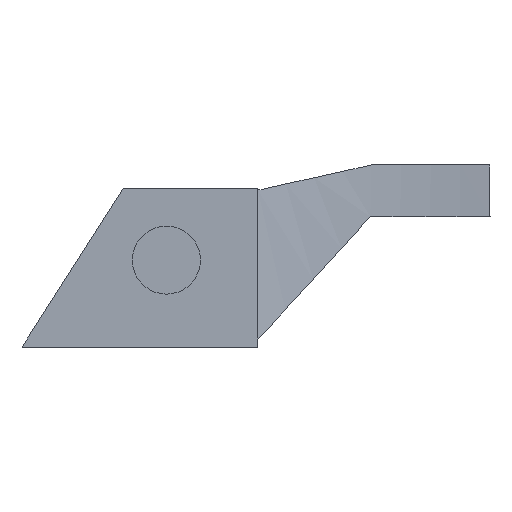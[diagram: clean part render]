
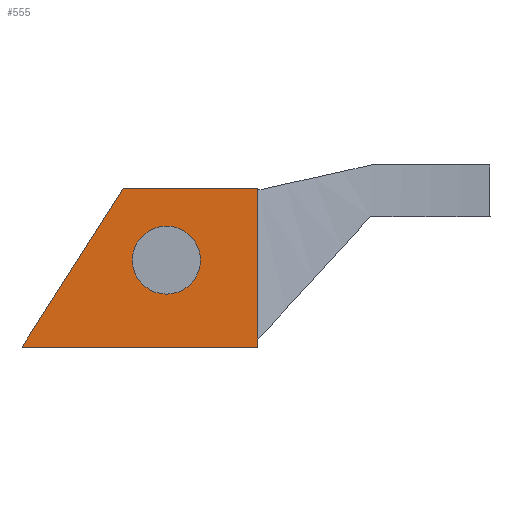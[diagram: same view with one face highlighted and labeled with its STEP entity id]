
A CAD part, left-side view. The second image highlights one B-rep face of the part: STEP entity #555.
In plain terms, the highlighted planar face has unit normal (-1, 0, 0).
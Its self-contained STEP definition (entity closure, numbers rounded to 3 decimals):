
#17=FACE_BOUND('',#121,.T.);
#24=CIRCLE('',#607,2.25);
#86=FACE_OUTER_BOUND('',#120,.T.);
#120=EDGE_LOOP('',(#449,#450,#451,#452));
#121=EDGE_LOOP('',(#453));
#164=LINE('',#944,#208);
#168=LINE('',#952,#212);
#169=LINE('',#954,#213);
#170=LINE('',#955,#214);
#208=VECTOR('',#759,10.);
#212=VECTOR('',#765,10.);
#213=VECTOR('',#766,10.);
#214=VECTOR('',#767,10.);
#265=VERTEX_POINT('',#908);
#270=VERTEX_POINT('',#942);
#271=VERTEX_POINT('',#943);
#274=VERTEX_POINT('',#951);
#275=VERTEX_POINT('',#953);
#321=EDGE_CURVE('',#265,#265,#24,.T.);
#338=EDGE_CURVE('',#270,#271,#164,.T.);
#342=EDGE_CURVE('',#274,#271,#168,.T.);
#343=EDGE_CURVE('',#275,#274,#169,.T.);
#344=EDGE_CURVE('',#270,#275,#170,.T.);
#449=ORIENTED_EDGE('',*,*,#342,.F.);
#450=ORIENTED_EDGE('',*,*,#343,.F.);
#451=ORIENTED_EDGE('',*,*,#344,.F.);
#452=ORIENTED_EDGE('',*,*,#338,.T.);
#453=ORIENTED_EDGE('',*,*,#321,.T.);
#523=PLANE('',#627);
#555=ADVANCED_FACE('',(#86,#17),#523,.F.);
#607=AXIS2_PLACEMENT_3D('',#910,#711,#712);
#627=AXIS2_PLACEMENT_3D('',#950,#763,#764);
#711=DIRECTION('center_axis',(1.,0.,0.));
#712=DIRECTION('ref_axis',(0.,1.,0.));
#759=DIRECTION('',(0.,-1.,0.));
#763=DIRECTION('center_axis',(1.,0.,0.));
#764=DIRECTION('ref_axis',(0.,0.,-1.));
#765=DIRECTION('',(0.,0.,-1.));
#766=DIRECTION('',(0.,-1.,0.));
#767=DIRECTION('',(0.,-0.539,0.843));
#908=CARTESIAN_POINT('',(-56.403,40.06,44.125));
#910=CARTESIAN_POINT('Origin',(-56.403,42.31,44.125));
#942=CARTESIAN_POINT('',(-56.403,51.866,38.375));
#943=CARTESIAN_POINT('',(-56.403,36.259,38.375));
#944=CARTESIAN_POINT('',(-56.403,43.031,38.375));
#950=CARTESIAN_POINT('Origin',(-56.403,42.,44.045));
#951=CARTESIAN_POINT('',(-56.403,36.259,48.85));
#952=CARTESIAN_POINT('',(-56.403,36.259,43.879));
#953=CARTESIAN_POINT('',(-56.403,45.171,48.85));
#954=CARTESIAN_POINT('',(-56.403,41.357,48.85));
#955=CARTESIAN_POINT('',(-56.403,47.475,45.245));
